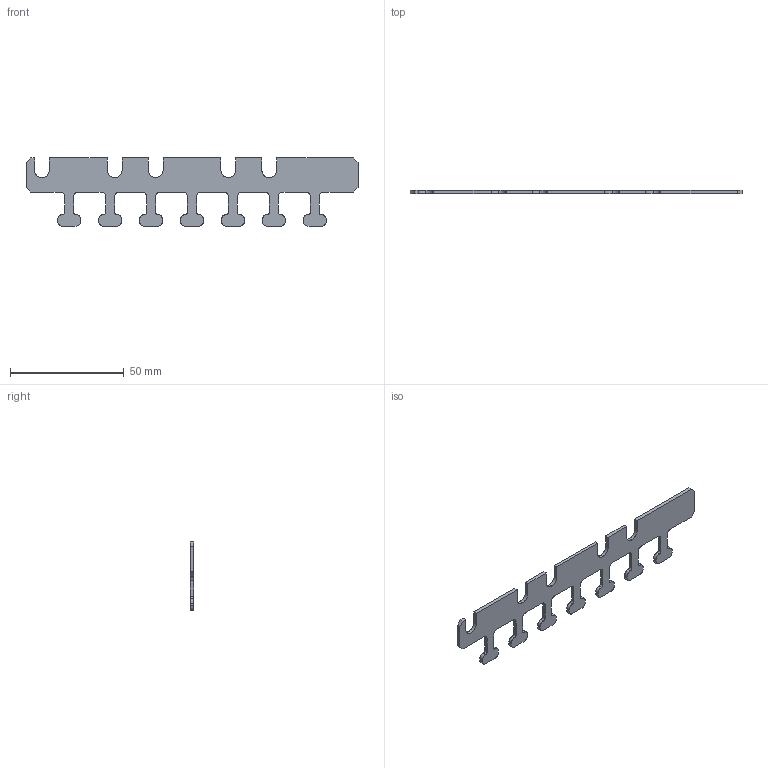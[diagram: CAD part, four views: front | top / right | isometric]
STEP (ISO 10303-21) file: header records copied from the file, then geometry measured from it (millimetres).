
FILE_DESCRIPTION(/* description */ (''),/* implementation_level */ '2;1');
FILE_NAME(/* name */ '6249965',/* time_stamp */ '2016-03-22T14:37:32+01:00',/* author */ (''),/* organization */ (''),/* preprocessor_version */ 'ST-DEVELOPER v15',/* originating_system */ '',/* authorisation */ '');
FILE_SCHEMA (('CONFIG_CONTROL_DESIGN'));
Length unit declared in the file: millimetre
Products named in the file (3): Document; Leitungshalter1; Leitungshalter
Assembly tree (2 placements, depth 3):
  Document
    Leitungshalter1
      Leitungshalter
Bounding box: 146 x 1.5 x 30 mm (x, y, z)
Volume: 3811.9 mm3; surface area: 6046.8 mm2
Topology: 1 solids, 1 shells, 133 faces, 393 edges, 262 vertices
Faces by surface type: plane 67, bspline 66
Entity records: 5019 total; most frequent: CARTESIAN_POINT 2441, ORIENTED_EDGE 786, EDGE_CURVE 393, VERTEX_POINT 262, B_SPLINE_CURVE_WITH_KNOTS 261, ADVANCED_FACE 133, FACE_OUTER_BOUND 133, EDGE_LOOP 133
